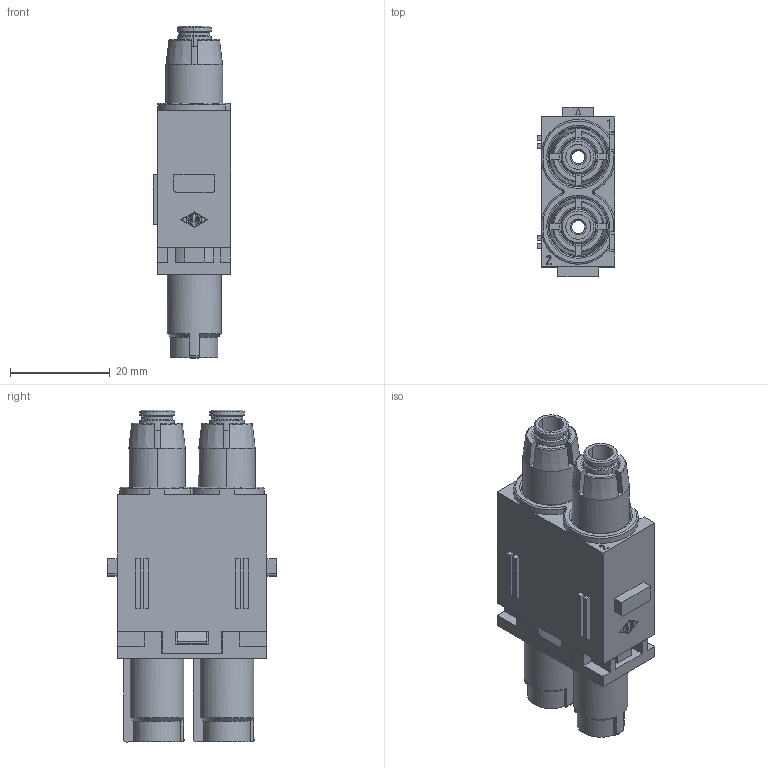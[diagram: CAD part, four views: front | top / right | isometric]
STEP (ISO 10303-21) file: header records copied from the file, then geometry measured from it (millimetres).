
FILE_DESCRIPTION(('Creo Elements/Direct Modeling STEP Export'),'2;1');
FILE_NAME('0lndqdl4cskekdd4908','2017-09-25T 8:58:35',(''),(''),'PTC Creo Elements/Direct Modeling STEP processor for AP214 (Solid Model)','PTC Creo Elements/Direct Modeling 19.0E 27-Jun-2016 (C) Parametric Technology GmbH','');
FILE_SCHEMA(('AUTOMOTIVE_DESIGN { 1 0 10303 214 1 1 1 1 }'));
Length unit declared in the file: millimetre
Products named in the file (2): CX_02_CHM
Assembly tree (1 placements, depth 2):
  CX_02_CHM
    CX_02_CHM
Bounding box: 15.6 x 34 x 66.5 mm (x, y, z)
Volume: 17160.8 mm3; surface area: 11239.6 mm2
Topology: 1 solids, 3 shells, 550 faces, 1476 edges, 964 vertices
Faces by surface type: plane 354, cylinder 101, cone 48, torus 38, extrusion 9
Entity records: 22001 total; most frequent: CARTESIAN_POINT 4234, ORIENTED_EDGE 2952, DIRECTION 2467, EDGE_CURVE 1476, VECTOR 1045, LINE 1036, VERTEX_POINT 964, AXIS2_PLACEMENT_3D 711
